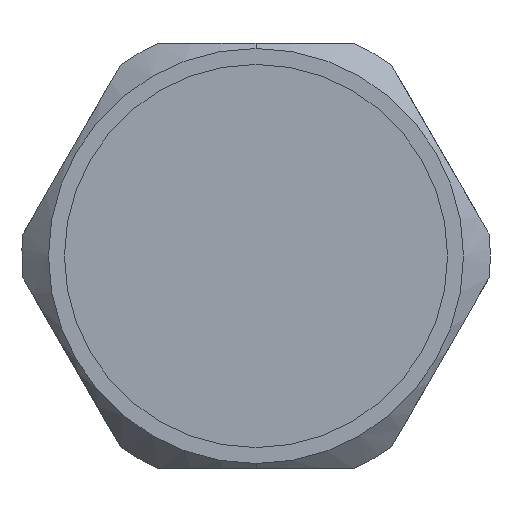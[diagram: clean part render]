
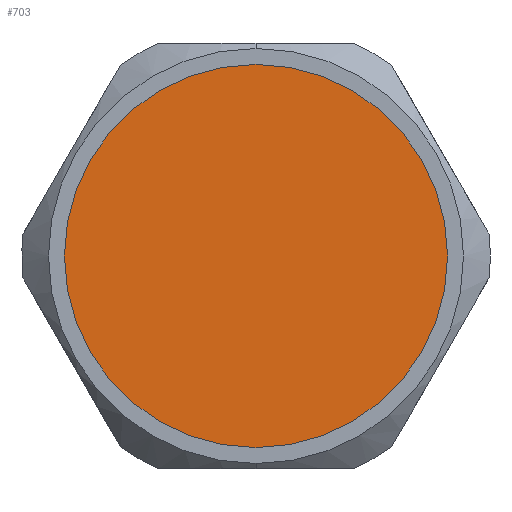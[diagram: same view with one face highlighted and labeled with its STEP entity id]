
A CAD part, left-side view. The second image highlights one B-rep face of the part: STEP entity #703.
In plain terms, the highlighted planar face has unit normal (-1, 0, 0).
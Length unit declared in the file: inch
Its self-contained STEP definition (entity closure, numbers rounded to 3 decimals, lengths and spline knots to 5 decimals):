
#82 = DIRECTION ( 'NONE',  ( 1., 0., 0. ) ) ;
#150 = AXIS2_PLACEMENT_3D ( 'NONE', #1111, #1330, #2447 ) ;
#250 = DIRECTION ( 'NONE',  ( 0., 0., -1. ) ) ;
#284 = ORIENTED_EDGE ( 'NONE', *, *, #1231, .T. ) ;
#295 = AXIS2_PLACEMENT_3D ( 'NONE', #1176, #82, #1147 ) ;
#444 = ORIENTED_EDGE ( 'NONE', *, *, #2673, .T. ) ;
#648 = FACE_OUTER_BOUND ( 'NONE', #2203, .T. ) ;
#667 = PLANE ( 'NONE',  #295 ) ;
#692 = CARTESIAN_POINT ( 'NONE',  ( -0.01752, 0.15826, 0.22087 ) ) ;
#703 = ADVANCED_FACE ( 'NONE', ( #648 ), #667, .F. ) ;
#769 = VERTEX_POINT ( 'NONE', #1042 ) ;
#1042 = CARTESIAN_POINT ( 'NONE',  ( -0.01752, 0.15826, 0.3626 ) ) ;
#1111 = CARTESIAN_POINT ( 'NONE',  ( -0.01752, 0.15826, 0.22087 ) ) ;
#1147 = DIRECTION ( 'NONE',  ( 0., 1., 0. ) ) ;
#1152 = CIRCLE ( 'NONE', #150, 0.14173 ) ;
#1176 = CARTESIAN_POINT ( 'NONE',  ( -0.01752, 0.15826, 0.22087 ) ) ;
#1192 = VERTEX_POINT ( 'NONE', #3364 ) ;
#1231 = EDGE_CURVE ( 'NONE', #769, #1192, #1852, .T. ) ;
#1330 = DIRECTION ( 'NONE',  ( -1., 0., 0. ) ) ;
#1576 = AXIS2_PLACEMENT_3D ( 'NONE', #692, #1763, #250 ) ;
#1763 = DIRECTION ( 'NONE',  ( -1., 0., 0. ) ) ;
#1852 = CIRCLE ( 'NONE', #1576, 0.14173 ) ;
#2203 = EDGE_LOOP ( 'NONE', ( #444, #284 ) ) ;
#2447 = DIRECTION ( 'NONE',  ( 0., 0., -1. ) ) ;
#2673 = EDGE_CURVE ( 'NONE', #1192, #769, #1152, .T. ) ;
#3364 = CARTESIAN_POINT ( 'NONE',  ( -0.01752, 0.15826, 0.07914 ) ) ;
